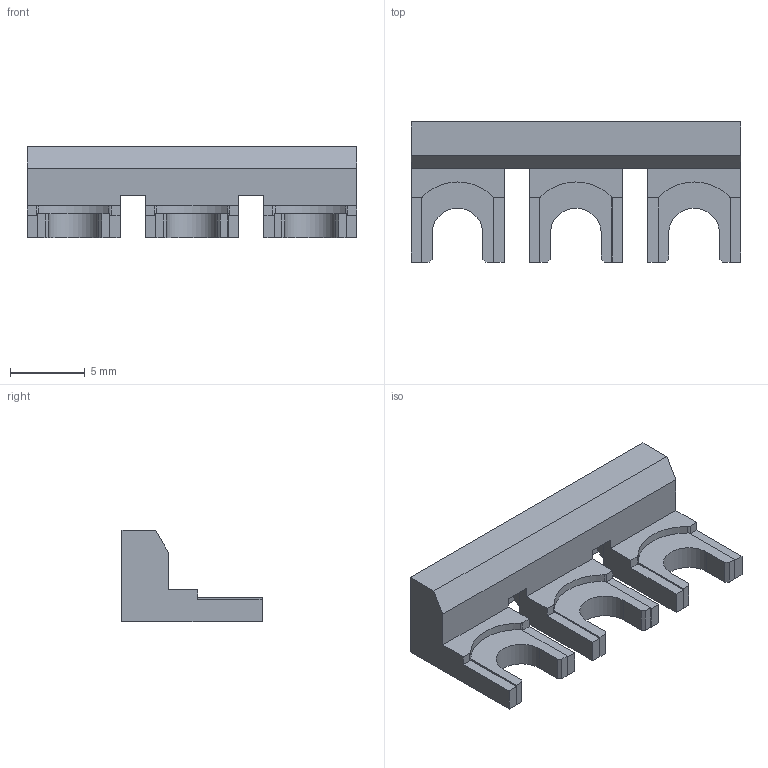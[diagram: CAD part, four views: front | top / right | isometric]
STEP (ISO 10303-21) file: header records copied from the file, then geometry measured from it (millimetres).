
FILE_DESCRIPTION(('CATIA V5R22 STEP214','CAx-IF Rec.Pracs.--- Model Styling and Organization---1.4--- 2014-01-23'),'2;1');
FILE_NAME ('016846-6_1', '2021-12-07T13:33:39+00:00', ('Weidmueller Interface'), ('Weidmueller'), 'CATIA Version 5-6 Release 2016 SP3 HF44', 'CATIA V5 STEP AP214', 'none');
FILE_SCHEMA(('AUTOMOTIVE_DESIGN { 1 0 10303 214 1 1 1 1 }'));
Length unit declared in the file: millimetre
Products named in the file (1): WKB 1/3_AllCATPart
Bounding box: 22 x 9.35 x 6.1 mm (x, y, z)
Volume: 494.9 mm3; surface area: 1100.2 mm2
Topology: 2 solids, 2 shells, 116 faces, 342 edges, 230 vertices
Faces by surface type: plane 98, cylinder 18
Entity records: 3604 total; most frequent: ORIENTED_EDGE 684, CARTESIAN_POINT 683, DIRECTION 468, EDGE_CURVE 342, VECTOR 292, LINE 292, VERTEX_POINT 230, ADVANCED_FACE 116
